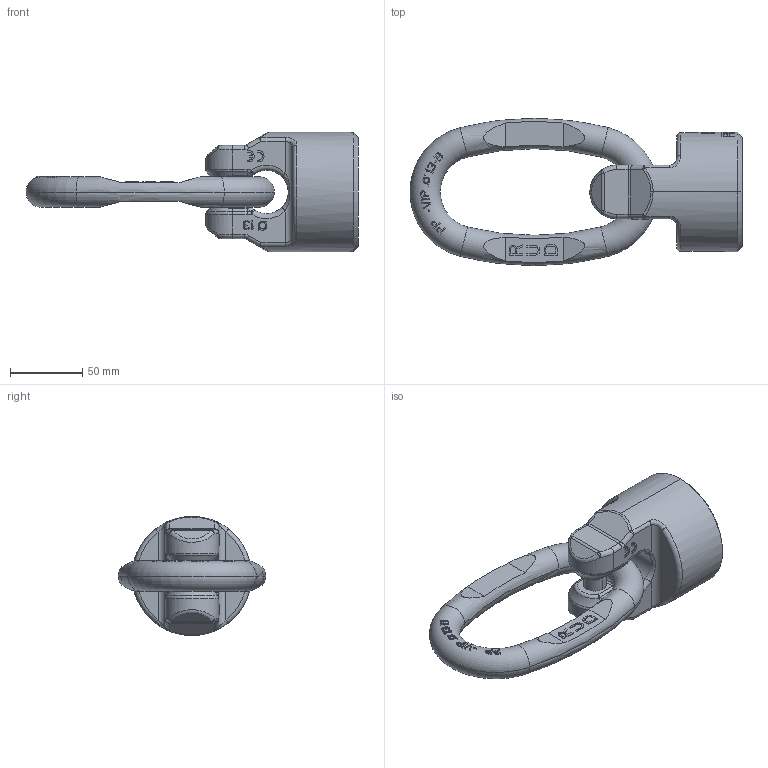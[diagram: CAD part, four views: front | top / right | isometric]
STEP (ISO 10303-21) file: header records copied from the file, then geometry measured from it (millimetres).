
FILE_DESCRIPTION((''),'2;1');
FILE_NAME('001-M31395-P-50_ASM','2019-03-15T',('anja.joas'),(''),'PRO/ENGINEER BY PARAMETRIC TECHNOLOGY CORPORATION, 2011490','PRO/ENGINEER BY PARAMETRIC TECHNOLOGY CORPORATION, 2011490','');
FILE_SCHEMA(('CONFIG_CONTROL_DESIGN'));
Length unit declared in the file: millimetre
Products named in the file (3): 001-M31395-P-20_AF0; 001-M31290-004; 001-M31395-P-50_ASM
Assembly tree (2 placements, depth 2):
  001-M31395-P-50_ASM
    001-M31395-P-20_AF0
    001-M31290-004
Bounding box: 230 x 102 x 82.5 mm (x, y, z)
Volume: 472994.6 mm3; surface area: 58914 mm2
Topology: 2 solids, 2 shells, 779 faces, 2073 edges, 1338 vertices
Faces by surface type: plane 595, cylinder 72, bspline 64, torus 34, sphere 12, cone 2
Entity records: 27347 total; most frequent: CARTESIAN_POINT 9024, ORIENTED_EDGE 4146, DIRECTION 3239, EDGE_CURVE 2073, VERTEX_POINT 1338, VECTOR 1229, LINE 1229, AXIS2_PLACEMENT_3D 1005
